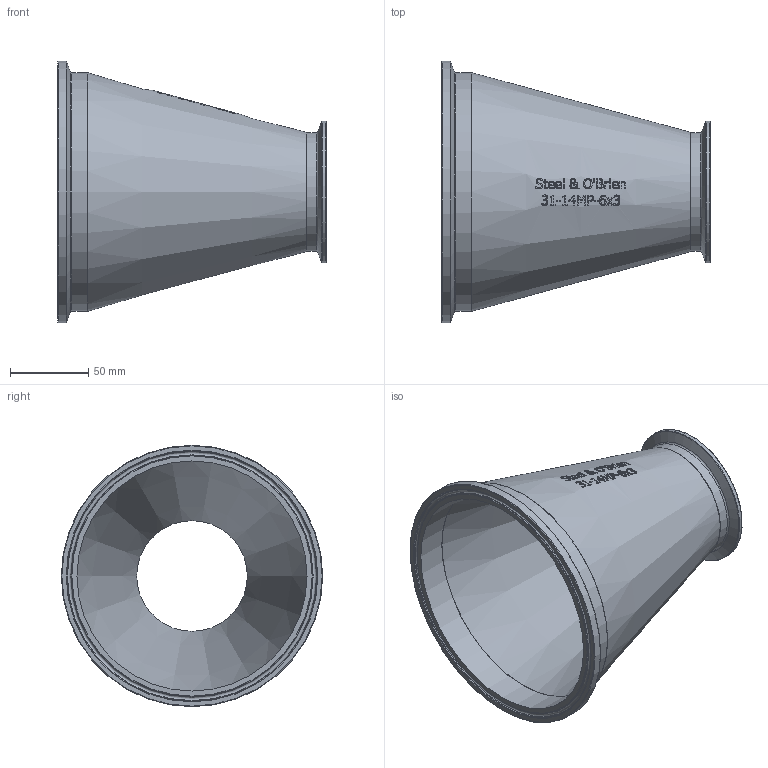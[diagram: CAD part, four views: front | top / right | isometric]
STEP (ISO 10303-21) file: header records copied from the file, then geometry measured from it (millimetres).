
FILE_DESCRIPTION(/* description */ (''),/* implementation_level */ '2;1');
FILE_NAME(/* name */ '31-14MP-6x3.stp',/* time_stamp */ '2021-06-28T14:10:24-04:00',/* author */ ('rick'),/* organization */ (''),/* preprocessor_version */ 'ST-DEVELOPER v18',/* originating_system */ 'Autodesk Inventor 2020',/* authorisation */ '');
FILE_SCHEMA (('AUTOMOTIVE_DESIGN { 1 0 10303 214 3 1 1 }'));
Length unit declared in the file: inch
Products named in the file (1): 31-14MP-6x3
Bounding box: 171.45 x 166.88 x 166.88 mm (x, y, z)
Volume: 195638.2 mm3; surface area: 138459.3 mm2
Topology: 1 solids, 1 shells, 433 faces, 1205 edges, 816 vertices
Faces by surface type: bspline 186, plane 181, cone 44, torus 16, cylinder 6
Full cylindrical faces by diameter (mm): 72.898 x1, 76.2 x1, 90.907 x1, 146.863 x1, 152.4 x1, 166.878 x1
Entity records: 17784 total; most frequent: CARTESIAN_POINT 7590, ORIENTED_EDGE 2410, DIRECTION 1595, EDGE_CURVE 1205, VERTEX_POINT 816, AXIS2_PLACEMENT_3D 544, LINE 507, VECTOR 507
